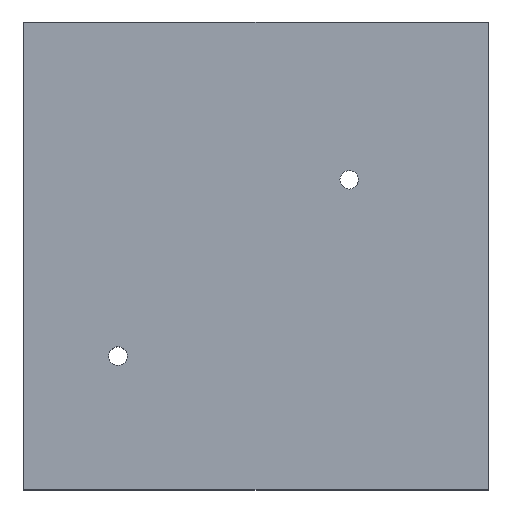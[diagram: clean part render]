
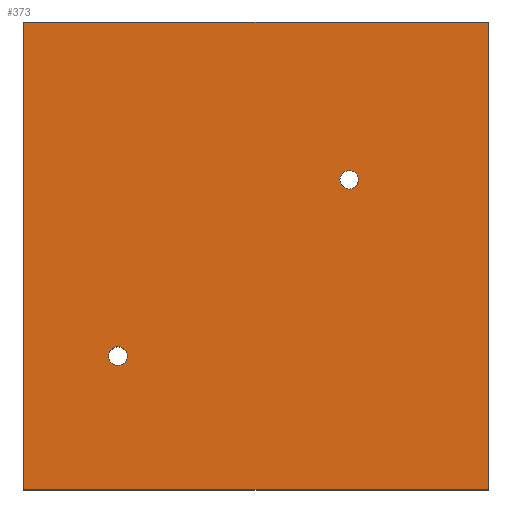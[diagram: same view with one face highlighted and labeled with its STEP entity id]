
A CAD part, top view. The second image highlights one B-rep face of the part: STEP entity #373.
In plain terms, the highlighted planar face has unit normal (0, 0, 1).
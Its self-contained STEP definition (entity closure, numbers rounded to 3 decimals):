
#233=FACE_BOUND('',#262,.T.);
#234=FACE_BOUND('',#263,.T.);
#241=PLANE('',#405);
#253=FACE_OUTER_BOUND('',#261,.T.);
#261=EDGE_LOOP('',(#353,#354,#355,#356));
#262=EDGE_LOOP('',(#357));
#263=EDGE_LOOP('',(#358));
#271=LINE('',#521,#285);
#274=LINE('',#527,#288);
#277=LINE('',#533,#291);
#280=LINE('',#537,#294);
#285=VECTOR('',#445,10.);
#288=VECTOR('',#450,10.);
#291=VECTOR('',#455,10.);
#294=VECTOR('',#460,10.);
#295=CIRCLE('',#396,2.459);
#297=CIRCLE('',#399,2.459);
#299=VERTEX_POINT('',#503);
#301=VERTEX_POINT('',#509);
#305=VERTEX_POINT('',#518);
#306=VERTEX_POINT('',#520);
#308=VERTEX_POINT('',#526);
#310=VERTEX_POINT('',#532);
#311=EDGE_CURVE('',#299,#299,#295,.T.);
#314=EDGE_CURVE('',#301,#301,#297,.T.);
#319=EDGE_CURVE('',#306,#305,#271,.T.);
#322=EDGE_CURVE('',#308,#306,#274,.T.);
#325=EDGE_CURVE('',#310,#308,#277,.T.);
#328=EDGE_CURVE('',#305,#310,#280,.T.);
#353=ORIENTED_EDGE('',*,*,#328,.T.);
#354=ORIENTED_EDGE('',*,*,#325,.T.);
#355=ORIENTED_EDGE('',*,*,#322,.T.);
#356=ORIENTED_EDGE('',*,*,#319,.T.);
#357=ORIENTED_EDGE('',*,*,#311,.T.);
#358=ORIENTED_EDGE('',*,*,#314,.T.);
#373=ADVANCED_FACE('',(#253,#233,#234),#241,.T.);
#396=AXIS2_PLACEMENT_3D('',#504,#429,#430);
#399=AXIS2_PLACEMENT_3D('',#510,#436,#437);
#405=AXIS2_PLACEMENT_3D('',#538,#461,#462);
#429=DIRECTION('center_axis',(0.,0.,-1.));
#430=DIRECTION('ref_axis',(1.,0.,0.));
#436=DIRECTION('center_axis',(0.,0.,-1.));
#437=DIRECTION('ref_axis',(1.,0.,0.));
#445=DIRECTION('',(0.,1.,0.));
#450=DIRECTION('',(1.,0.,0.));
#455=DIRECTION('',(0.,-1.,0.));
#460=DIRECTION('',(-1.,0.,0.));
#461=DIRECTION('center_axis',(0.,0.,1.));
#462=DIRECTION('ref_axis',(1.,0.,0.));
#503=CARTESIAN_POINT('',(216.789,-758.529,10.));
#504=CARTESIAN_POINT('Origin',(219.248,-758.529,10.));
#509=CARTESIAN_POINT('',(278.079,-711.813,10.));
#510=CARTESIAN_POINT('Origin',(280.537,-711.813,10.));
#518=CARTESIAN_POINT('',(317.32,-669.996,10.));
#520=CARTESIAN_POINT('',(317.32,-793.996,10.));
#521=CARTESIAN_POINT('',(317.32,-793.996,10.));
#526=CARTESIAN_POINT('',(194.32,-793.996,10.));
#527=CARTESIAN_POINT('',(194.32,-793.996,10.));
#532=CARTESIAN_POINT('',(194.32,-669.996,10.));
#533=CARTESIAN_POINT('',(194.32,-669.996,10.));
#537=CARTESIAN_POINT('',(317.32,-669.996,10.));
#538=CARTESIAN_POINT('Origin',(255.82,-731.996,10.));
